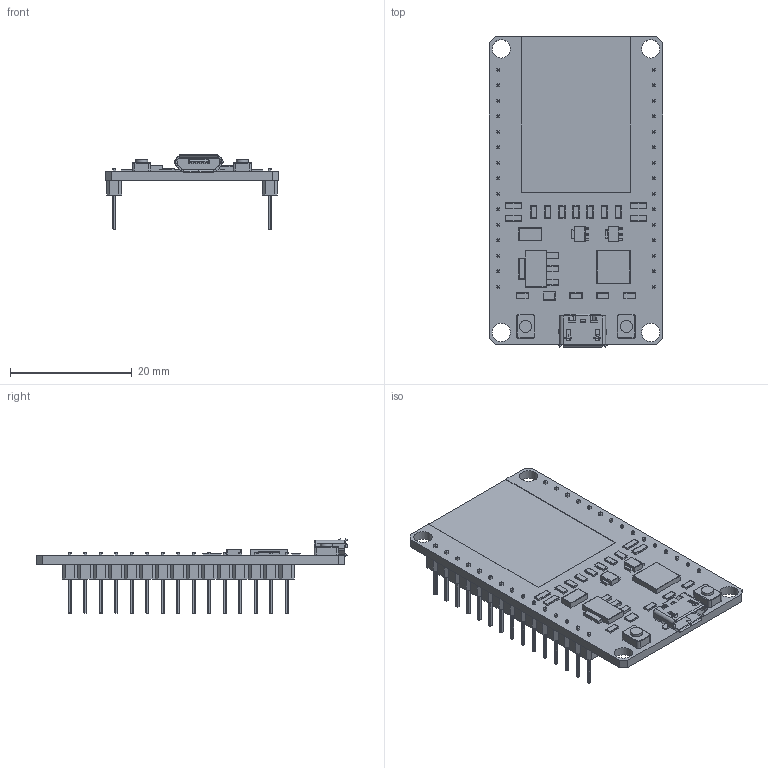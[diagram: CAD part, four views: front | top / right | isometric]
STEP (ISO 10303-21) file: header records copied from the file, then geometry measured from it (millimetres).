
FILE_DESCRIPTION(/* description */ (''),/* implementation_level */ '2;1');
FILE_NAME(/* name */ 'esp-32_dev_board.step',/* time_stamp */ '2019-05-30T16:05:01+02:00',/* author */ (''),/* organization */ (''),/* preprocessor_version */ 'ST-DEVELOPER v18',/* originating_system */ 'Autodesk Translation Framework v8.2.0.1029',/* authorisation */ '');
FILE_SCHEMA (('AUTOMOTIVE_DESIGN { 1 0 10303 214 3 1 1 }'));
Products named in the file (2): esp-32_dev_board; 6
Assembly tree (1 placements, depth 2):
  esp-32_dev_board
    6
Bounding box: 28.5 x 50.93 x 12.2 mm (x, y, z)
Volume: 2697.6 mm3; surface area: 4233.3 mm2
Topology: 1 solids, 1 shells, 1961 faces, 5163 edges, 3284 vertices
Faces by surface type: plane 1229, cylinder 649, bspline 47, torus 32, sphere 4
Full cylindrical faces by diameter (mm): 1.992 x2, 3 x4
Entity records: 62998 total; most frequent: CARTESIAN_POINT 12740, ORIENTED_EDGE 10318, DIRECTION 10006, EDGE_CURVE 5159, LINE 3956, VECTOR 3956, VERTEX_POINT 3284, AXIS2_PLACEMENT_3D 3025
